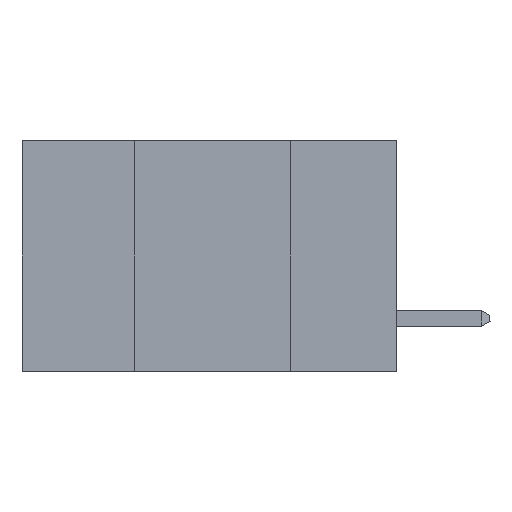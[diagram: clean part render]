
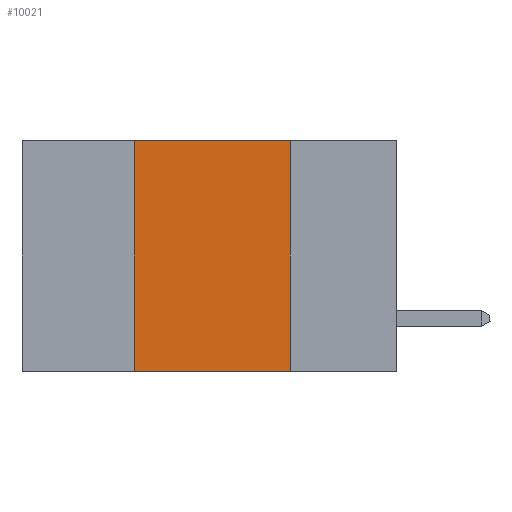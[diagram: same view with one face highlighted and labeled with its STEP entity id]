
A CAD part, left-side view. The second image highlights one B-rep face of the part: STEP entity #10021.
In plain terms, the highlighted planar face has unit normal (-1, 0, 0).
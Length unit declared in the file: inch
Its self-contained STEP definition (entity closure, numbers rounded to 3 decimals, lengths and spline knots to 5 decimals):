
#1016 = ORIENTED_EDGE ( 'NONE', *, *, #6099, .T. ) ;
#1249 = DIRECTION ( 'NONE',  ( 0., 0., -1. ) ) ;
#1303 = CARTESIAN_POINT ( 'NONE',  ( 0., 0.17, 0. ) ) ;
#1546 = CARTESIAN_POINT ( 'NONE',  ( 0., 0.42, -0.37 ) ) ;
#1867 = ORIENTED_EDGE ( 'NONE', *, *, #15483, .F. ) ;
#2950 = DIRECTION ( 'NONE',  ( 0., -1., 0. ) ) ;
#3146 = VERTEX_POINT ( 'NONE', #12129 ) ;
#3240 = DIRECTION ( 'NONE',  ( 0., 0., -1. ) ) ;
#3301 = DIRECTION ( 'NONE',  ( 1., 0., 0. ) ) ;
#3314 = ORIENTED_EDGE ( 'NONE', *, *, #13757, .F. ) ;
#3324 = CARTESIAN_POINT ( 'NONE',  ( 0., 0.6, 0. ) ) ;
#3345 = FACE_OUTER_BOUND ( 'NONE', #3376, .T. ) ;
#3376 = EDGE_LOOP ( 'NONE', ( #3314, #4006, #1867, #1016 ) ) ;
#3413 = AXIS2_PLACEMENT_3D ( 'NONE', #3324, #3301, #3240 ) ;
#3419 = PLANE ( 'NONE',  #3413 ) ;
#3450 = CARTESIAN_POINT ( 'NONE',  ( 0., 0.6, -0.37 ) ) ;
#3714 = VECTOR ( 'NONE', #1249, 39.37008 ) ;
#4006 = ORIENTED_EDGE ( 'NONE', *, *, #14676, .F. ) ;
#5725 = VERTEX_POINT ( 'NONE', #14916 ) ;
#6099 = EDGE_CURVE ( 'NONE', #13702, #14236, #11670, .T. ) ;
#6312 = LINE ( 'NONE', #7583, #9414 ) ;
#6350 = VECTOR ( 'NONE', #9736, 39.37008 ) ;
#6991 = LINE ( 'NONE', #1303, #3714 ) ;
#7583 = CARTESIAN_POINT ( 'NONE',  ( 0., 0.42, 0. ) ) ;
#8233 = VECTOR ( 'NONE', #2950, 39.37008 ) ;
#9414 = VECTOR ( 'NONE', #15315, 39.37008 ) ;
#9736 = DIRECTION ( 'NONE',  ( 0., -1., 0. ) ) ;
#10021 = ADVANCED_FACE ( 'NONE', ( #3345 ), #3419, .F. ) ;
#11670 = LINE ( 'NONE', #3450, #8233 ) ;
#12129 = CARTESIAN_POINT ( 'NONE',  ( 0., 0.42, 0. ) ) ;
#13702 = VERTEX_POINT ( 'NONE', #1546 ) ;
#13757 = EDGE_CURVE ( 'NONE', #5725, #14236, #6991, .T. ) ;
#14236 = VERTEX_POINT ( 'NONE', #16516 ) ;
#14676 = EDGE_CURVE ( 'NONE', #3146, #5725, #15895, .T. ) ;
#14916 = CARTESIAN_POINT ( 'NONE',  ( 0., 0.17, 0. ) ) ;
#15315 = DIRECTION ( 'NONE',  ( 0., 0., 1. ) ) ;
#15483 = EDGE_CURVE ( 'NONE', #13702, #3146, #6312, .T. ) ;
#15895 = LINE ( 'NONE', #16163, #6350 ) ;
#16163 = CARTESIAN_POINT ( 'NONE',  ( 0., 0.6, 0. ) ) ;
#16516 = CARTESIAN_POINT ( 'NONE',  ( 0., 0.17, -0.37 ) ) ;
